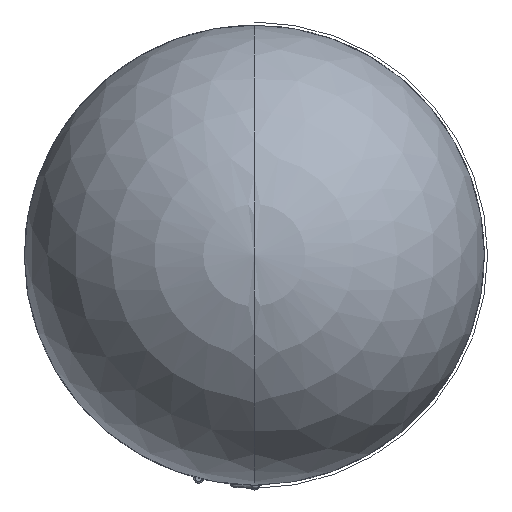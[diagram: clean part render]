
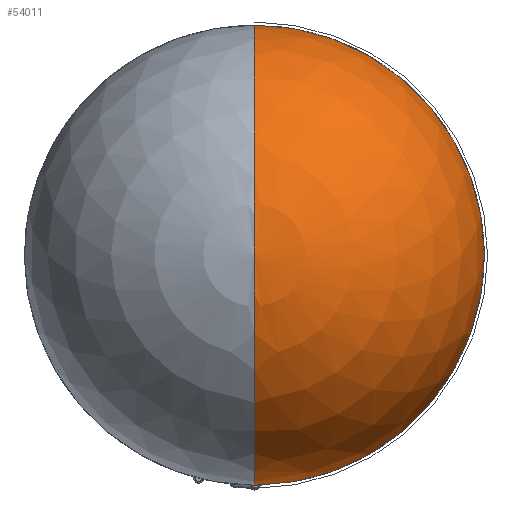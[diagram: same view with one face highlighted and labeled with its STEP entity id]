
A CAD part, front view. The second image highlights one B-rep face of the part: STEP entity #54011.
In plain terms, the highlighted spherical face has radius 35 mm.
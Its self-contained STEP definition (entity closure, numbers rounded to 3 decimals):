
#53639=CARTESIAN_POINT('',(0.,0.,0.));
#53640=DIRECTION('',(0.,1.,0.));
#53641=DIRECTION('',(0.,0.,-1.));
#53642=AXIS2_PLACEMENT_3D('',#53639,#53640,#53641);
#53662=CARTESIAN_POINT('',(0.,0.,0.));
#53663=DIRECTION('',(1.,0.,0.));
#53664=DIRECTION('',(0.,-1.,0.));
#53665=AXIS2_PLACEMENT_3D('',#53662,#53663,#53664);
#53667=CARTESIAN_POINT('',(0.,0.,0.));
#53668=DIRECTION('',(-1.,0.,0.));
#53669=DIRECTION('',(0.,-1.,0.));
#53670=AXIS2_PLACEMENT_3D('',#53667,#53668,#53669);
#53756=CARTESIAN_POINT('',(0.,0.,-35.));
#53757=VERTEX_POINT('',#53756);
#53758=CARTESIAN_POINT('',(0.,0.,35.));
#53759=VERTEX_POINT('',#53758);
#53766=CARTESIAN_POINT('',(0.,-35.,0.));
#53767=VERTEX_POINT('',#53766);
#54001=CARTESIAN_POINT('',(0.,0.,0.));
#54002=DIRECTION('',(0.,1.,0.));
#54003=DIRECTION('',(0.,0.,-1.));
#54004=AXIS2_PLACEMENT_3D('',#54001,#54002,#54003);
#54005=SPHERICAL_SURFACE('',#54004,35.);
#54006=ORIENTED_EDGE('',*,*,#53993,.T.);
#54007=ORIENTED_EDGE('',*,*,#53968,.T.);
#54008=ORIENTED_EDGE('',*,*,#53995,.F.);
#54009=EDGE_LOOP('',(#54006,#54007,#54008));
#54010=FACE_OUTER_BOUND('',#54009,.F.);
#54011=ADVANCED_FACE('',(#54010),#54005,.T.);
#53643=CIRCLE('',#53642,35.);
#53666=CIRCLE('',#53665,35.);
#53671=CIRCLE('',#53670,35.);
#53968=EDGE_CURVE('',#53757,#53759,#53643,.T.);
#53993=EDGE_CURVE('',#53767,#53757,#53666,.T.);
#53995=EDGE_CURVE('',#53767,#53759,#53671,.T.);
